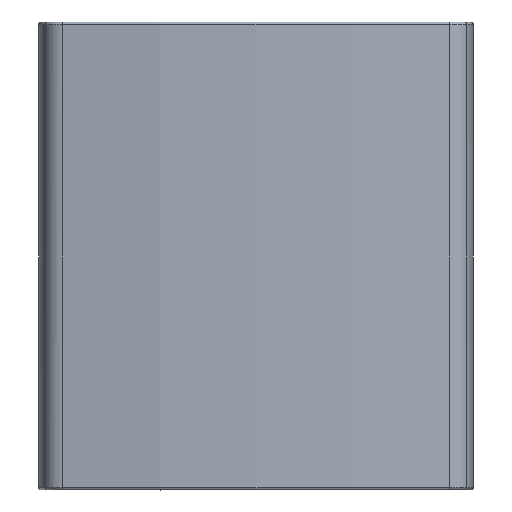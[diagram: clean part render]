
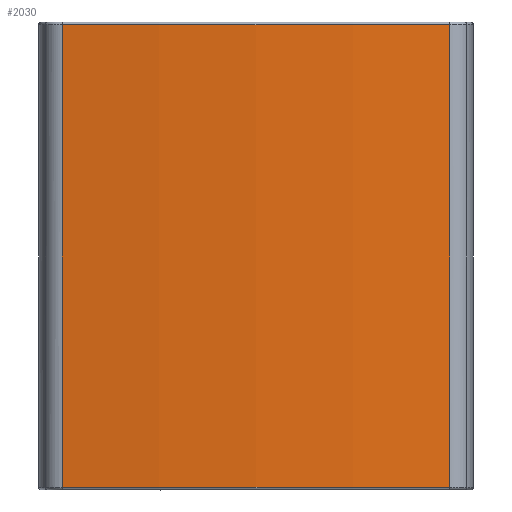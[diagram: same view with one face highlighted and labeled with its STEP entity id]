
A CAD part, front view. The second image highlights one B-rep face of the part: STEP entity #2030.
In plain terms, the highlighted cylindrical face has radius 124.823 mm (diameter 249.645 mm), a partial arc.
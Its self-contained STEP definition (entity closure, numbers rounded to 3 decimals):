
#206=LINE('',#4491,#323);
#207=LINE('',#4500,#324);
#323=VECTOR('',#2807,10.);
#324=VECTOR('',#2810,10.);
#386=CYLINDRICAL_SURFACE('',#2271,124.823);
#495=FACE_OUTER_BOUND('',#622,.T.);
#622=EDGE_LOOP('',(#1776,#1777,#1778,#1779));
#765=CIRCLE('',#2266,124.823);
#768=CIRCLE('',#2272,124.823);
#938=VERTEX_POINT('',#4356);
#939=VERTEX_POINT('',#4365);
#944=VERTEX_POINT('',#4490);
#945=VERTEX_POINT('',#4499);
#1216=EDGE_CURVE('',#938,#939,#765,.T.);
#1226=EDGE_CURVE('',#944,#939,#206,.T.);
#1228=EDGE_CURVE('',#945,#938,#207,.T.);
#1229=EDGE_CURVE('',#944,#945,#768,.T.);
#1776=ORIENTED_EDGE('',*,*,#1216,.F.);
#1777=ORIENTED_EDGE('',*,*,#1228,.F.);
#1778=ORIENTED_EDGE('',*,*,#1229,.F.);
#1779=ORIENTED_EDGE('',*,*,#1226,.T.);
#2030=ADVANCED_FACE('',(#495),#386,.T.);
#2266=AXIS2_PLACEMENT_3D('',#4367,#2793,#2794);
#2271=AXIS2_PLACEMENT_3D('',#4498,#2808,#2809);
#2272=AXIS2_PLACEMENT_3D('',#4501,#2811,#2812);
#2793=DIRECTION('center_axis',(0.,0.,
-1.));
#2794=DIRECTION('ref_axis',(0.,-1.,0.));
#2807=DIRECTION('',(0.,0.,-1.));
#2808=DIRECTION('center_axis',(0.,0.,
-1.));
#2809=DIRECTION('ref_axis',(-0.139,-0.99,0.));
#2810=DIRECTION('',(0.,0.,-1.));
#2811=DIRECTION('center_axis',(0.,0.,
1.));
#2812=DIRECTION('ref_axis',(0.,-1.,0.));
#4356=CARTESIAN_POINT('',(74.882,9.707,-31.75));
#4365=CARTESIAN_POINT('',(40.118,9.707,-31.75));
#4367=CARTESIAN_POINT('Origin',(57.5,133.314,-31.75));
#4490=CARTESIAN_POINT('',(40.118,9.707,9.75));
#4491=CARTESIAN_POINT('',(40.118,9.707,-22.));
#4498=CARTESIAN_POINT('Origin',(57.5,133.314,-22.));
#4499=CARTESIAN_POINT('',(74.882,9.707,9.75));
#4500=CARTESIAN_POINT('',(74.882,9.707,-22.));
#4501=CARTESIAN_POINT('Origin',(57.5,133.314,9.75));
